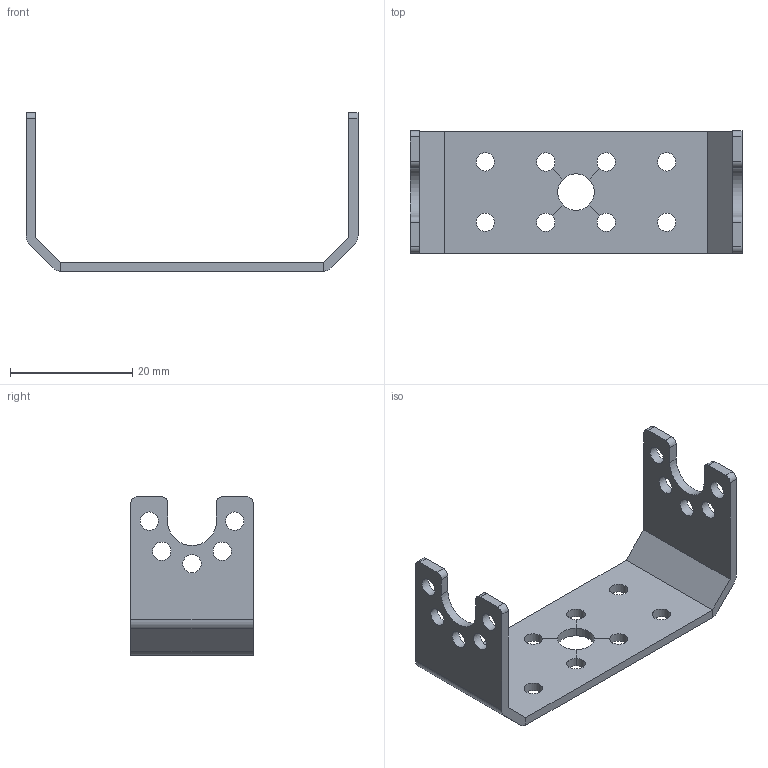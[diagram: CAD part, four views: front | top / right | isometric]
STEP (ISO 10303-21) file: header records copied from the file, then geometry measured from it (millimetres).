
FILE_DESCRIPTION(/* description */ (''),/* implementation_level */ '2;1');
FILE_NAME(/* name */ 'SR319-20x55.stp',/* time_stamp */ '2018-06-17T15:59:31-07:00',/* author */ (''),/* organization */ (''),/* preprocessor_version */ 'ST-DEVELOPER v14.6',/* originating_system */ '',/* authorisation */ '');
FILE_SCHEMA (('AUTOMOTIVE_DESIGN { 1 2 10303 214 1 1 1 1 }'));
Length unit declared in the file: centimetre
Products named in the file (1): 1234-K789
Bounding box: 54.4 x 20 x 26 mm (x, y, z)
Volume: 1359.9 mm3; surface area: 4192.5 mm2
Topology: 2 solids, 3 shells, 72 faces, 194 edges, 116 vertices
Faces by surface type: cylinder 36, plane 36
Full cylindrical faces by diameter (mm): 3 x18
Entity records: 2259 total; most frequent: DIRECTION 398, CARTESIAN_POINT 369, ORIENTED_EDGE 368, EDGE_CURVE 180, AXIS2_PLACEMENT_3D 145, EDGE_LOOP 116, VERTEX_POINT 116, LINE 108
